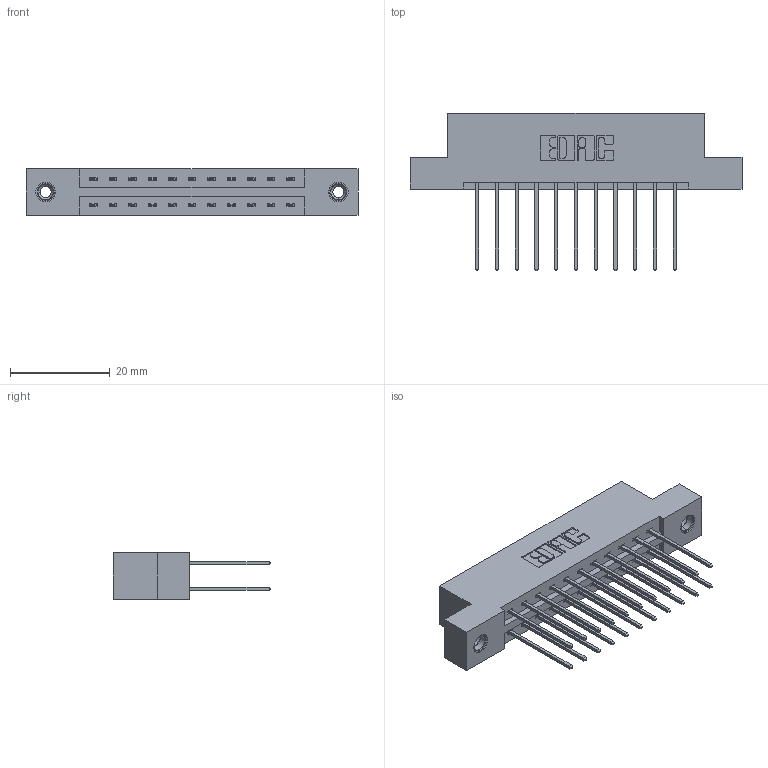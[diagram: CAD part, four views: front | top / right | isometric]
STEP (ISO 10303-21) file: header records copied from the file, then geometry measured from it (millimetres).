
FILE_DESCRIPTION (( 'STEP AP203' ), '1' );
FILE_NAME ('387-022-542-208.STEP', '2019-10-16T16:53:34', ( '' ), ( '' ), 'SwSTEP 2.0', 'SolidWorks 2016', '' );
FILE_SCHEMA (( 'CONFIG_CONTROL_DESIGN' ));
Length unit declared in the file: inch
Products named in the file (4): 345-292-001_345-293-142; 345-250-001_345-250-003-102; 387-022-542-208; 337 Part_Flush Mounting Lugs - 0.156 Dia-TI
Assembly tree (25 placements, depth 2):
  387-022-542-208
    337 Part_Flush Mounting Lugs - 0.156 Dia-TI
    345-292-001_345-293-142  x22
    345-250-001_345-250-003-102  x2
Bounding box: 66.6 x 31.63 x 9.4 mm (x, y, z)
Volume: 6702.1 mm3; surface area: 7810.8 mm2
Topology: 25 solids, 25 shells, 1362 faces, 3989 edges, 2622 vertices
Faces by surface type: plane 938, cylinder 408, cone 12, torus 4
Entity records: 13742 total; most frequent: CARTESIAN_POINT 2321, ORIENTED_EDGE 2250, DIRECTION 2063, EDGE_CURVE 1125, VECTOR 977, LINE 977, VERTEX_POINT 744, AXIS2_PLACEMENT_3D 543
